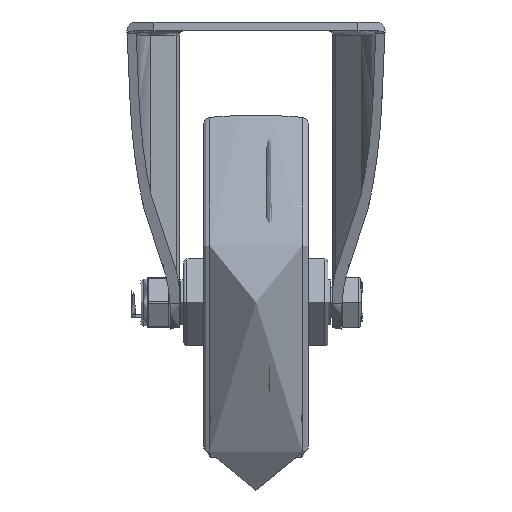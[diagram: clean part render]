
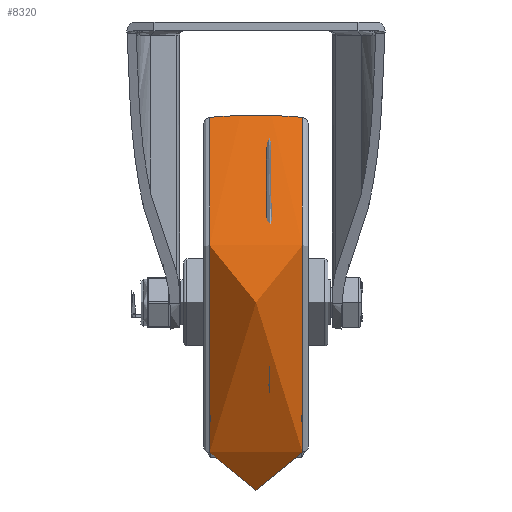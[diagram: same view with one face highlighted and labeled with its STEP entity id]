
A CAD part, left-side view. The second image highlights one B-rep face of the part: STEP entity #8320.
In plain terms, the highlighted free-form (B-spline) face has degree [2, 2] with [3, 9] control points.
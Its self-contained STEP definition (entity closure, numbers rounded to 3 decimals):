
#30=(
BOUNDED_SURFACE()
B_SPLINE_SURFACE(2,2,((#14626,#14627,#14628,#14629,#14630,#14631,#14632,
#14633,#14634),(#14635,#14636,#14637,#14638,#14639,#14640,#14641,#14642,
#14643),(#14644,#14645,#14646,#14647,#14648,#14649,#14650,#14651,#14652)),
 .UNSPECIFIED.,.F.,.T.,.F.)
B_SPLINE_SURFACE_WITH_KNOTS((3,3),(3,2,2,2,3),(-0.101,0.101),
(-3.142,-1.571,0.,1.571,3.142),
 .UNSPECIFIED.)
GEOMETRIC_REPRESENTATION_ITEM()
RATIONAL_B_SPLINE_SURFACE(((1.,0.707,1.,0.707,1.,
0.707,1.,0.707,1.),(0.995,0.704,
0.995,0.704,0.995,0.704,
0.995,0.704,0.995),(1.,0.707,
1.,0.707,1.,0.707,1.,0.707,1.)))
REPRESENTATION_ITEM('')
SURFACE()
);
#1015=FACE_OUTER_BOUND('',#1527,.T.);
#1527=EDGE_LOOP('',(#6321,#6322,#6323,#6324));
#3393=CIRCLE('',#9000,61.718);
#3394=CIRCLE('',#9001,153.625);
#3395=CIRCLE('',#9002,61.718);
#3752=VERTEX_POINT('',#14653);
#3753=VERTEX_POINT('',#14655);
#4692=EDGE_CURVE('',#3752,#3752,#3393,.T.);
#4693=EDGE_CURVE('',#3752,#3753,#3394,.T.);
#4694=EDGE_CURVE('',#3753,#3753,#3395,.T.);
#6321=ORIENTED_EDGE('',*,*,#4692,.F.);
#6322=ORIENTED_EDGE('',*,*,#4693,.T.);
#6323=ORIENTED_EDGE('',*,*,#4694,.F.);
#6324=ORIENTED_EDGE('',*,*,#4693,.F.);
#8320=ADVANCED_FACE('',(#1015),#30,.F.);
#9000=AXIS2_PLACEMENT_3D('',#14654,#10143,#10144);
#9001=AXIS2_PLACEMENT_3D('',#14656,#10145,#10146);
#9002=AXIS2_PLACEMENT_3D('',#14657,#10147,#10148);
#10143=DIRECTION('center_axis',(0.,1.,0.));
#10144=DIRECTION('ref_axis',(1.,0.,0.));
#10145=DIRECTION('center_axis',(1.,0.,0.));
#10146=DIRECTION('ref_axis',(0.,0.,
1.));
#10147=DIRECTION('center_axis',(0.,-1.,0.));
#10148=DIRECTION('ref_axis',(1.,0.,0.));
#14626=CARTESIAN_POINT('Ctrl Pts',(0.,-15.477,
61.718));
#14627=CARTESIAN_POINT('Ctrl Pts',(61.718,-15.477,61.718));
#14628=CARTESIAN_POINT('Ctrl Pts',(61.718,-15.477,0.));
#14629=CARTESIAN_POINT('Ctrl Pts',(61.718,-15.477,-61.718));
#14630=CARTESIAN_POINT('Ctrl Pts',(0.,-15.477,
-61.718));
#14631=CARTESIAN_POINT('Ctrl Pts',(-61.718,-15.477,
-61.718));
#14632=CARTESIAN_POINT('Ctrl Pts',(-61.718,-15.477,
0.));
#14633=CARTESIAN_POINT('Ctrl Pts',(-61.718,-15.477,
61.718));
#14634=CARTESIAN_POINT('Ctrl Pts',(0.,-15.477,
61.718));
#14635=CARTESIAN_POINT('Ctrl Pts',(0.,0.,
63.286));
#14636=CARTESIAN_POINT('Ctrl Pts',(63.286,0.,
63.286));
#14637=CARTESIAN_POINT('Ctrl Pts',(63.286,0.,
0.));
#14638=CARTESIAN_POINT('Ctrl Pts',(63.286,0.,
-63.286));
#14639=CARTESIAN_POINT('Ctrl Pts',(0.,0.,
-63.286));
#14640=CARTESIAN_POINT('Ctrl Pts',(-63.286,0.,
-63.286));
#14641=CARTESIAN_POINT('Ctrl Pts',(-63.286,0.,
0.));
#14642=CARTESIAN_POINT('Ctrl Pts',(-63.286,0.,
63.286));
#14643=CARTESIAN_POINT('Ctrl Pts',(0.,0.,
63.286));
#14644=CARTESIAN_POINT('Ctrl Pts',(0.,15.477,
61.718));
#14645=CARTESIAN_POINT('Ctrl Pts',(61.718,15.477,61.718));
#14646=CARTESIAN_POINT('Ctrl Pts',(61.718,15.477,0.));
#14647=CARTESIAN_POINT('Ctrl Pts',(61.718,15.477,-61.718));
#14648=CARTESIAN_POINT('Ctrl Pts',(0.,15.477,
-61.718));
#14649=CARTESIAN_POINT('Ctrl Pts',(-61.718,15.477,-61.718));
#14650=CARTESIAN_POINT('Ctrl Pts',(-61.718,15.477,0.));
#14651=CARTESIAN_POINT('Ctrl Pts',(-61.718,15.477,61.718));
#14652=CARTESIAN_POINT('Ctrl Pts',(0.,15.477,
61.718));
#14653=CARTESIAN_POINT('',(0.,15.477,61.718));
#14654=CARTESIAN_POINT('Origin',(0.,15.477,
0.));
#14655=CARTESIAN_POINT('',(0.,-15.477,61.718));
#14656=CARTESIAN_POINT('Origin',(0.,0.,
-91.125));
#14657=CARTESIAN_POINT('Origin',(0.,-15.477,
0.));
